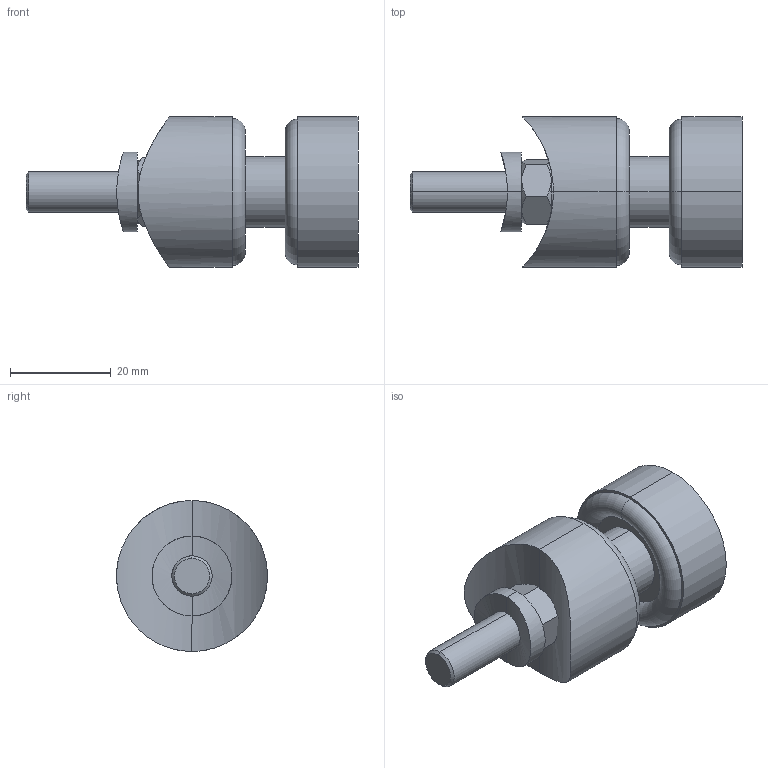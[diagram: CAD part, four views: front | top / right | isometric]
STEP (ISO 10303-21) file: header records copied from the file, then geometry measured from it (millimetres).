
FILE_DESCRIPTION (( 'STEP AP203' ), '1' );
FILE_NAME ('3D_GG4104_42.4_188739760.STEP', '2024-10-23T07:04:02', ( '' ), ( '' ), 'SwSTEP 2.0', 'SolidWorks 2023', '' );
FILE_SCHEMA (( 'CONFIG_CONTROL_DESIGN' ));
Length unit declared in the file: millimetre
Products named in the file (1): 3D_GG4104_42.4_188739760
Bounding box: 66 x 30 x 30 mm (x, y, z)
Volume: 23849.5 mm3; surface area: 12328.1 mm2
Topology: 8 solids, 8 shells, 61 faces, 126 edges, 78 vertices
Faces by surface type: cylinder 24, plane 19, torus 12, cone 6
Entity records: 2185 total; most frequent: CARTESIAN_POINT 796, DIRECTION 288, ORIENTED_EDGE 252, EDGE_CURVE 126, AXIS2_PLACEMENT_3D 126, VERTEX_POINT 78, EDGE_LOOP 70, CIRCLE 64
